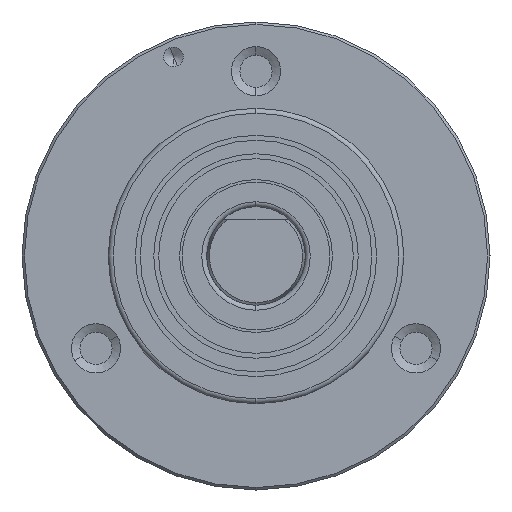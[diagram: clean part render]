
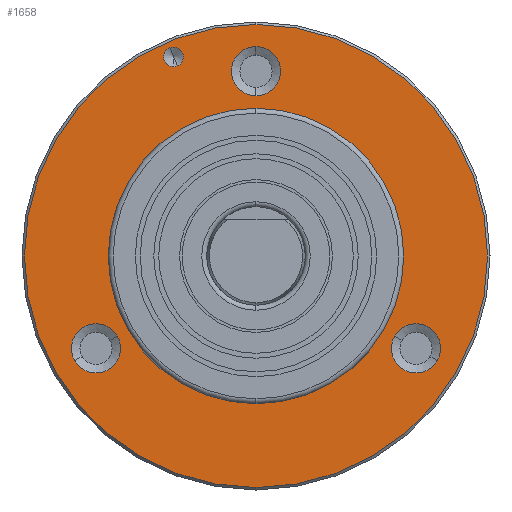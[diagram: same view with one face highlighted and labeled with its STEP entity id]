
A CAD part, left-side view. The second image highlights one B-rep face of the part: STEP entity #1658.
In plain terms, the highlighted planar face has unit normal (-1, 0, 0).
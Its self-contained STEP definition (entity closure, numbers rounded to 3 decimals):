
#1658=ADVANCED_FACE('',(#4076,#4077,#4078,#4079,#4080,#4081),#4082,.T.);
#4076=FACE_BOUND('',#7386,.T.);
#4077=FACE_OUTER_BOUND('',#7387,.T.);
#4078=FACE_BOUND('',#7388,.T.);
#4079=FACE_BOUND('',#7389,.T.);
#4080=FACE_BOUND('',#7390,.T.);
#4081=FACE_BOUND('',#7391,.T.);
#4082=PLANE('',#7392);
#7386=EDGE_LOOP('',(#12381,#12382));
#7387=EDGE_LOOP('',(#12383,#12384));
#7388=EDGE_LOOP('',(#12385,#12386));
#7389=EDGE_LOOP('',(#12387,#12388));
#7390=EDGE_LOOP('',(#12389,#12390));
#7391=EDGE_LOOP('',(#12391,#12392));
#7392=AXIS2_PLACEMENT_3D('',#12393,#12394,#12395);
#12381=ORIENTED_EDGE('',*,*,#21154,.F.);
#12382=ORIENTED_EDGE('',*,*,#20865,.F.);
#12383=ORIENTED_EDGE('',*,*,#20874,.T.);
#12384=ORIENTED_EDGE('',*,*,#21155,.T.);
#12385=ORIENTED_EDGE('',*,*,#20888,.T.);
#12386=ORIENTED_EDGE('',*,*,#21151,.T.);
#12387=ORIENTED_EDGE('',*,*,#20897,.T.);
#12388=ORIENTED_EDGE('',*,*,#21147,.T.);
#12389=ORIENTED_EDGE('',*,*,#20954,.T.);
#12390=ORIENTED_EDGE('',*,*,#21117,.T.);
#12391=ORIENTED_EDGE('',*,*,#21011,.T.);
#12392=ORIENTED_EDGE('',*,*,#21087,.T.);
#12393=CARTESIAN_POINT('',(0.0,0.0,7.75));
#12394=DIRECTION('',(-1.0,0.0,0.0));
#12395=DIRECTION('',(0.0,0.0,1.0));
#20865=EDGE_CURVE('',#24783,#24779,#24785,.T.);
#20874=EDGE_CURVE('',#24796,#24798,#24800,.T.);
#20888=EDGE_CURVE('',#24816,#24819,#24821,.T.);
#20897=EDGE_CURVE('',#24832,#24834,#24836,.T.);
#20954=EDGE_CURVE('',#24919,#24921,#24923,.T.);
#21011=EDGE_CURVE('',#25006,#25008,#25010,.T.);
#21087=EDGE_CURVE('',#25008,#25006,#25110,.T.);
#21117=EDGE_CURVE('',#24921,#24919,#25140,.T.);
#21147=EDGE_CURVE('',#24834,#24832,#25170,.T.);
#21151=EDGE_CURVE('',#24819,#24816,#25174,.T.);
#21154=EDGE_CURVE('',#24779,#24783,#25177,.T.);
#21155=EDGE_CURVE('',#24798,#24796,#25178,.T.);
#24779=VERTEX_POINT('',#30427);
#24783=VERTEX_POINT('',#30432);
#24785=CIRCLE('',#30435,6.0);
#24796=VERTEX_POINT('',#30448);
#24798=VERTEX_POINT('',#30451);
#24800=CIRCLE('',#30454,9.4);
#24816=VERTEX_POINT('',#30474);
#24819=VERTEX_POINT('',#30478);
#24821=CIRCLE('',#30481,0.4);
#24832=VERTEX_POINT('',#30494);
#24834=VERTEX_POINT('',#30497);
#24836=CIRCLE('',#30500,1.0);
#24919=VERTEX_POINT('',#30609);
#24921=VERTEX_POINT('',#30612);
#24923=CIRCLE('',#30615,1.0);
#25006=VERTEX_POINT('',#30724);
#25008=VERTEX_POINT('',#30727);
#25010=CIRCLE('',#30730,1.0);
#25110=CIRCLE('',#30854,1.0);
#25140=CIRCLE('',#30884,1.0);
#25170=CIRCLE('',#30914,1.0);
#25174=CIRCLE('',#30918,0.4);
#25177=CIRCLE('',#30921,6.0);
#25178=CIRCLE('',#30922,9.4);
#30427=CARTESIAN_POINT('',(0.0,0.0,6.0));
#30432=CARTESIAN_POINT('',(0.0,0.,-6.0));
#30435=AXIS2_PLACEMENT_3D('',#38137,#38138,#38139);
#30448=CARTESIAN_POINT('',(0.0,0.0,9.4));
#30451=CARTESIAN_POINT('',(0.0,0.,-9.4));
#30454=AXIS2_PLACEMENT_3D('',#38150,#38151,#38152);
#30474=CARTESIAN_POINT('',(0.0,3.502,8.453));
#30478=CARTESIAN_POINT('',(0.0,3.195,7.714));
#30481=AXIS2_PLACEMENT_3D('',#38171,#38172,#38173);
#30494=CARTESIAN_POINT('',(0.,-7.361,-4.25));
#30497=CARTESIAN_POINT('',(0.,-5.629,-3.25));
#30500=AXIS2_PLACEMENT_3D('',#38184,#38185,#38186);
#30609=CARTESIAN_POINT('',(0.0,0.0,8.5));
#30612=CARTESIAN_POINT('',(0.0,0.,6.5));
#30615=AXIS2_PLACEMENT_3D('',#38257,#38258,#38259);
#30724=CARTESIAN_POINT('',(0.,7.361,-4.25));
#30727=CARTESIAN_POINT('',(0.,5.629,-3.25));
#30730=AXIS2_PLACEMENT_3D('',#38330,#38331,#38332);
#30854=AXIS2_PLACEMENT_3D('',#38432,#38433,#38434);
#30884=AXIS2_PLACEMENT_3D('',#38477,#38478,#38479);
#30914=AXIS2_PLACEMENT_3D('',#38522,#38523,#38524);
#30918=AXIS2_PLACEMENT_3D('',#38528,#38529,#38530);
#30921=AXIS2_PLACEMENT_3D('',#38531,#38532,#38533);
#30922=AXIS2_PLACEMENT_3D('',#38534,#38535,#38536);
#38137=CARTESIAN_POINT('',(0.0,0.0,0.0));
#38138=DIRECTION('',(-1.0,0.0,0.0));
#38139=DIRECTION('',(0.0,0.0,1.0));
#38150=CARTESIAN_POINT('',(0.0,0.0,0.0));
#38151=DIRECTION('',(-1.0,0.0,0.0));
#38152=DIRECTION('',(0.0,0.0,1.0));
#38171=CARTESIAN_POINT('',(0.0,3.348,8.084));
#38172=DIRECTION('',(1.0,0.0,-0.0));
#38173=DIRECTION('',(0.0,0.383,0.924));
#38184=CARTESIAN_POINT('',(0.,-6.495,-3.75));
#38185=DIRECTION('',(1.0,0.0,0.0));
#38186=DIRECTION('',(0.0,-0.866,-0.5));
#38257=CARTESIAN_POINT('',(0.0,0.0,7.5));
#38258=DIRECTION('',(1.0,0.0,-0.0));
#38259=DIRECTION('',(0.0,0.0,1.0));
#38330=CARTESIAN_POINT('',(0.,6.495,-3.75));
#38331=DIRECTION('',(1.0,-0.0,0.0));
#38332=DIRECTION('',(0.0,0.866,-0.5));
#38432=CARTESIAN_POINT('',(0.,6.495,-3.75));
#38433=DIRECTION('',(1.0,-0.0,0.0));
#38434=DIRECTION('',(0.0,0.866,-0.5));
#38477=CARTESIAN_POINT('',(0.0,0.0,7.5));
#38478=DIRECTION('',(1.0,0.0,-0.0));
#38479=DIRECTION('',(0.0,0.0,1.0));
#38522=CARTESIAN_POINT('',(0.,-6.495,-3.75));
#38523=DIRECTION('',(1.0,0.0,0.0));
#38524=DIRECTION('',(0.0,-0.866,-0.5));
#38528=CARTESIAN_POINT('',(0.0,3.348,8.084));
#38529=DIRECTION('',(1.0,0.0,-0.0));
#38530=DIRECTION('',(0.0,0.383,0.924));
#38531=CARTESIAN_POINT('',(0.0,0.0,0.0));
#38532=DIRECTION('',(-1.0,0.0,0.0));
#38533=DIRECTION('',(0.0,0.0,1.0));
#38534=CARTESIAN_POINT('',(0.0,0.0,0.0));
#38535=DIRECTION('',(-1.0,0.0,0.0));
#38536=DIRECTION('',(0.0,0.0,1.0));
